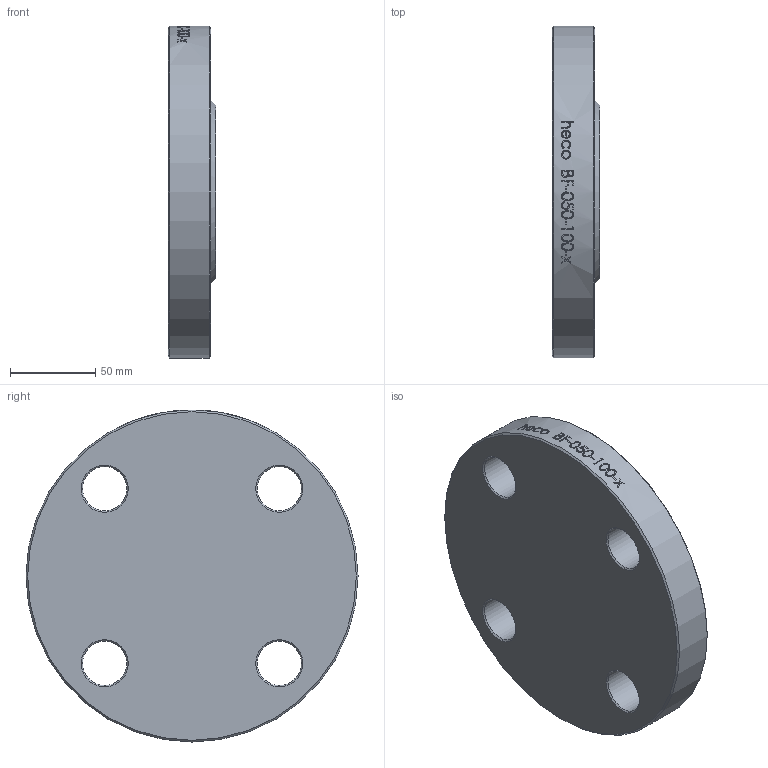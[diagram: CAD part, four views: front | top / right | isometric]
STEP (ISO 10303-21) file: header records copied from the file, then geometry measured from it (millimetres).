
FILE_DESCRIPTION (( 'STEP AP214' ), '1' );
FILE_NAME ('BF-050-100-x Blindflansch PN100 DIN2527 EN1092 2103.STEP', '2021-03-11T10:32:14', ( '' ), ( '' ), 'SwSTEP 2.0', 'SolidWorks 2019', '' );
FILE_SCHEMA (( 'AUTOMOTIVE_DESIGN' ));
Length unit declared in the file: millimetre
Products named in the file (1): BF-050-100-x Blindflansch PN100 DIN2527 EN1092 2103
Bounding box: 28 x 195 x 195 mm (x, y, z)
Volume: 717810.1 mm3; surface area: 78329.2 mm2
Topology: 1 solids, 1 shells, 43 faces, 199 edges, 183 vertices
Faces by surface type: cylinder 29, cone 11, plane 3
Full cylindrical faces by diameter (mm): 26 x4, 195 x1
Entity records: 6091 total; most frequent: CARTESIAN_POINT 4379, ORIENTED_EDGE 356, DIRECTION 218, EDGE_CURVE 178, VERTEX_POINT 178, B_SPLINE_CURVE_WITH_KNOTS 102, AXIS2_PLACEMENT_3D 98, EDGE_LOOP 92
